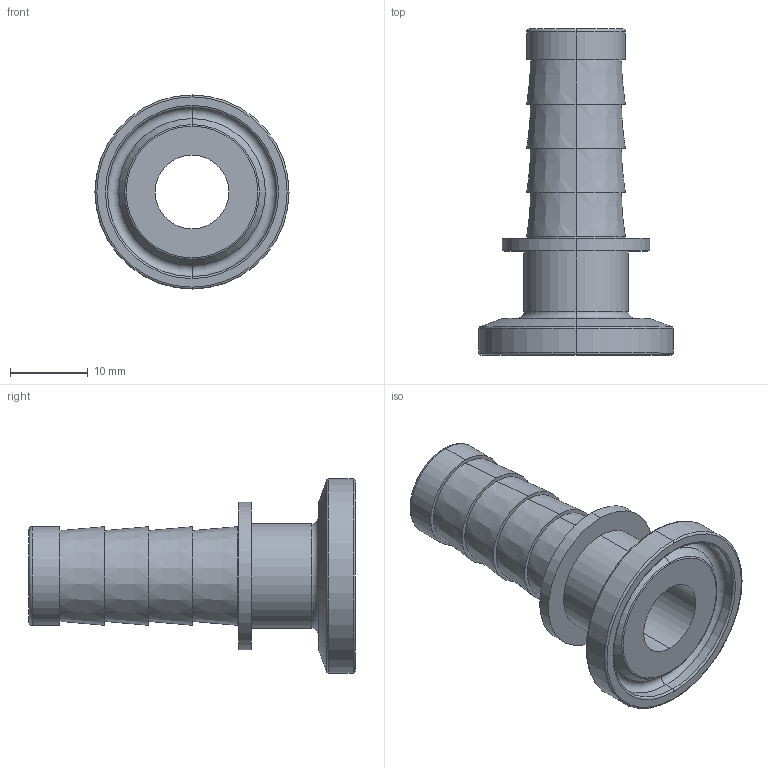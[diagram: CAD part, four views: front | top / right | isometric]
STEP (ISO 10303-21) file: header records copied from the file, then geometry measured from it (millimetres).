
FILE_DESCRIPTION (( 'STEP AP203' ), '1' );
FILE_NAME ('111.S-095.0500.025.STEP', '2021-08-10T08:58:50', ( '' ), ( '' ), 'SwSTEP 2.0', 'SolidWorks 2021', '' );
FILE_SCHEMA (( 'CONFIG_CONTROL_DESIGN' ));
Length unit declared in the file: millimetre
Products named in the file (1): 111.S-095.0500.025
Bounding box: 25 x 42 x 25 mm (x, y, z)
Volume: 3680 mm3; surface area: 4341.4 mm2
Topology: 1 solids, 1 shells, 53 faces, 106 edges, 62 vertices
Faces by surface type: torus 16, cone 14, cylinder 14, plane 9
Entity records: 1471 total; most frequent: DIRECTION 292, CARTESIAN_POINT 222, ORIENTED_EDGE 212, AXIS2_PLACEMENT_3D 132, EDGE_CURVE 106, CIRCLE 78, EDGE_LOOP 62, VERTEX_POINT 62
